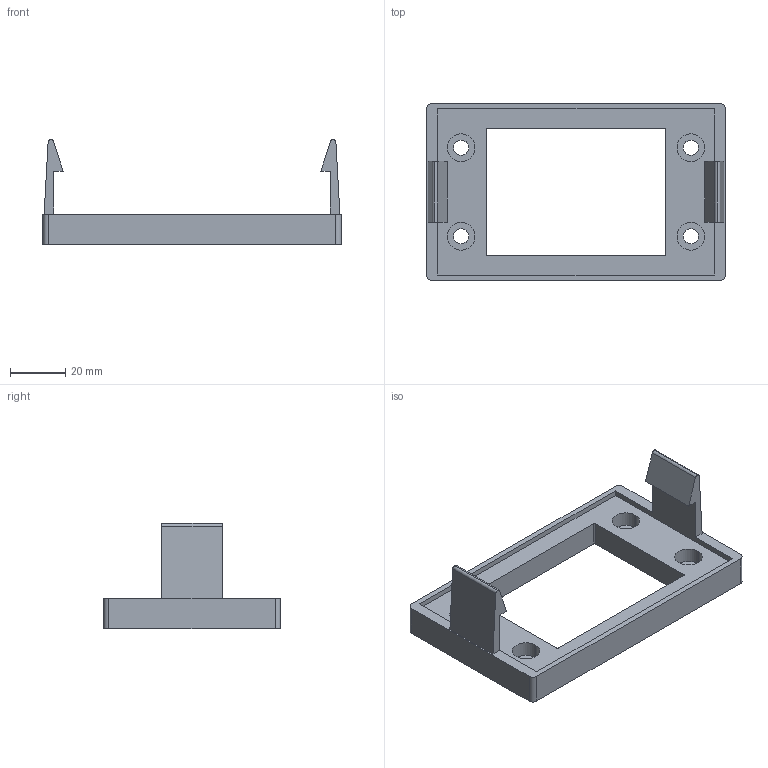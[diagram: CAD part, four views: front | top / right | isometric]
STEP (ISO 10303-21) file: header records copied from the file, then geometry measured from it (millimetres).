
FILE_DESCRIPTION(('STEP AP242'),'1');
FILE_NAME('42039.stp','2020-06-03T12:29:23',('TraceParts'),('TraceParts S.A.'),'Spatial InterOp 3D',' ',' ');
FILE_SCHEMA(('AP242_MANAGED_MODEL_BASED_3D_ENGINEERING_MIM_LF {1 0 10303 442 1 1 4}'));
Length unit declared in the file: millimetre
Products named in the file (1): 42039
Bounding box: 108 x 64 x 38 mm (x, y, z)
Volume: 39033.9 mm3; surface area: 17776.4 mm2
Topology: 1 solids, 1 shells, 57 faces, 150 edges, 100 vertices
Faces by surface type: plane 29, cylinder 28
Entity records: 1815 total; most frequent: DIRECTION 322, CARTESIAN_POINT 308, ORIENTED_EDGE 300, EDGE_CURVE 150, AXIS2_PLACEMENT_3D 114, VERTEX_POINT 100, LINE 94, VECTOR 94
